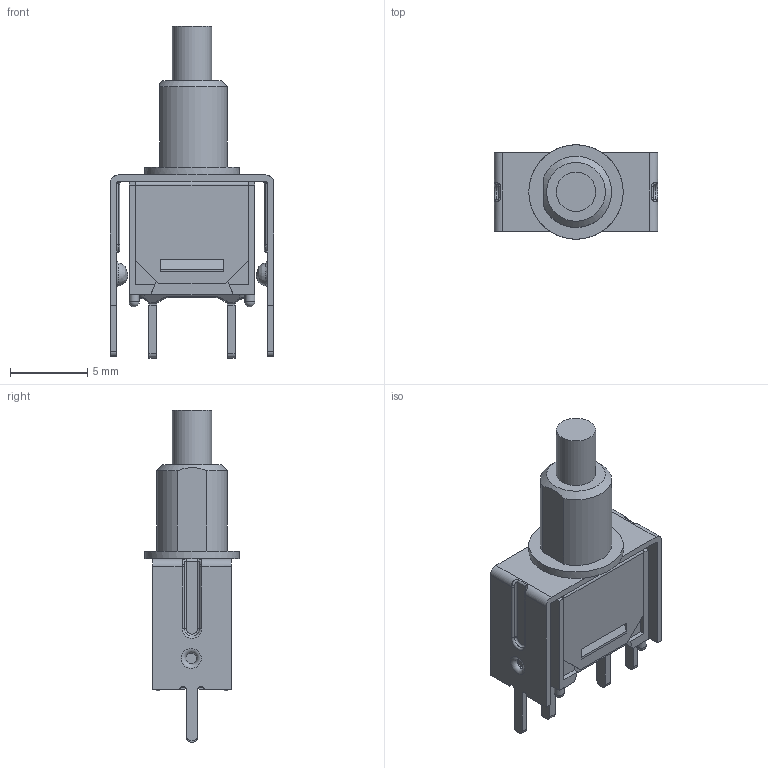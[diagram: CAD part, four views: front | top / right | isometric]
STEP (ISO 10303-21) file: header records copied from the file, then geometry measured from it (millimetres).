
FILE_DESCRIPTION(/* description */ (''),/* implementation_level */ '2;1');
FILE_NAME(/* name */ '800SPxB6VS2xE.stp',/* time_stamp */ '2025-05-16T10:51:09-05:00',/* author */ ('mroman'),/* organization */ (''),/* preprocessor_version */ 'ST-DEVELOPER v18.1',/* originating_system */ 'Autodesk Inventor 2022',/* authorisation */ '');
FILE_SCHEMA (('AUTOMOTIVE_DESIGN { 1 0 10303 214 3 1 1 }'));
Length unit declared in the file: centimetre
Products named in the file (1): 800SPxB6VS2xE
Bounding box: 10.56 x 6.1 x 21.46 mm (x, y, z)
Volume: 326.7 mm3; surface area: 1054.5 mm2
Topology: 1 solids, 3 shells, 268 faces, 684 edges, 418 vertices
Faces by surface type: plane 145, cylinder 68, bspline 32, torus 18, sphere 4, cone 1
Full cylindrical faces by diameter (mm): 0.65 x4, 0.7 x2, 2.54 x2, 6.1 x1
Entity records: 8940 total; most frequent: CARTESIAN_POINT 2532, ORIENTED_EDGE 1352, DIRECTION 1289, EDGE_CURVE 676, AXIS2_PLACEMENT_3D 434, LINE 421, VECTOR 421, VERTEX_POINT 418
